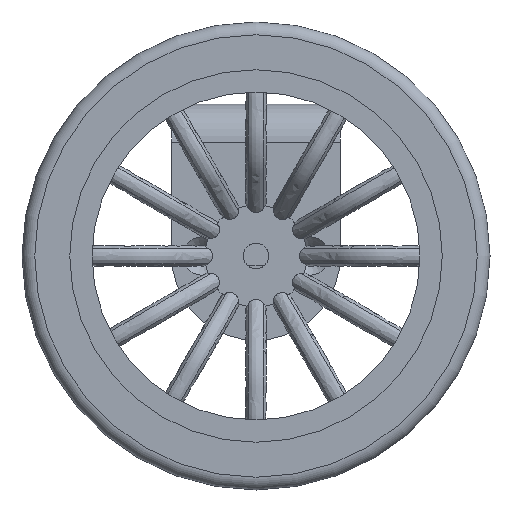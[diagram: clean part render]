
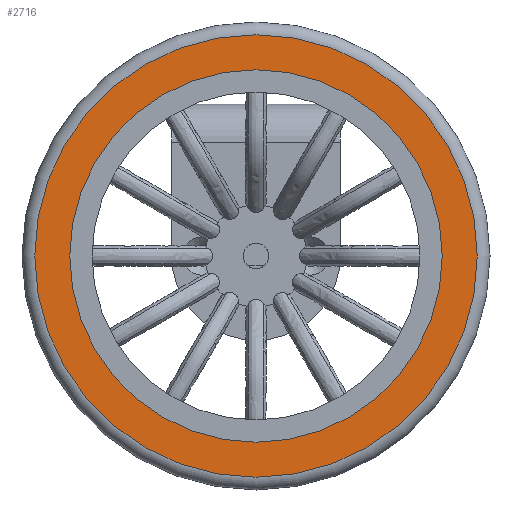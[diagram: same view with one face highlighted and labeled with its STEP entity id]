
A CAD part, left-side view. The second image highlights one B-rep face of the part: STEP entity #2716.
In plain terms, the highlighted planar face has unit normal (-1, 0, 0).
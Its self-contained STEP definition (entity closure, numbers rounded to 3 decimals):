
#401=FACE_BOUND('',#774,.T.);
#440=PLANE('',#2891);
#605=FACE_OUTER_BOUND('',#773,.T.);
#773=EDGE_LOOP('',(#2355));
#774=EDGE_LOOP('',(#2356));
#1063=CIRCLE('',#2889,34.75);
#1065=CIRCLE('',#2892,29.25);
#1301=VERTEX_POINT('',#22316);
#1302=VERTEX_POINT('',#22320);
#1665=EDGE_CURVE('',#1301,#1301,#1063,.T.);
#1667=EDGE_CURVE('',#1302,#1302,#1065,.T.);
#2355=ORIENTED_EDGE('',*,*,#1665,.F.);
#2356=ORIENTED_EDGE('',*,*,#1667,.T.);
#2716=ADVANCED_FACE('',(#605,#401),#440,.T.);
#2889=AXIS2_PLACEMENT_3D('',#22317,#3137,#3138);
#2891=AXIS2_PLACEMENT_3D('',#22319,#3141,#3142);
#2892=AXIS2_PLACEMENT_3D('',#22321,#3143,#3144);
#3137=DIRECTION('center_axis',(1.,0.,0.));
#3138=DIRECTION('ref_axis',(0.,-1.,0.));
#3141=DIRECTION('center_axis',(-1.,0.,0.));
#3142=DIRECTION('ref_axis',(0.,-1.,0.));
#3143=DIRECTION('center_axis',(1.,0.,0.));
#3144=DIRECTION('ref_axis',(0.,-1.,0.));
#22316=CARTESIAN_POINT('',(0.,0.,-34.75));
#22317=CARTESIAN_POINT('Origin',(0.,0.,0.));
#22319=CARTESIAN_POINT('Origin',(0.,0.,0.));
#22320=CARTESIAN_POINT('',(0.,29.25,0.));
#22321=CARTESIAN_POINT('Origin',(0.,0.,0.));
